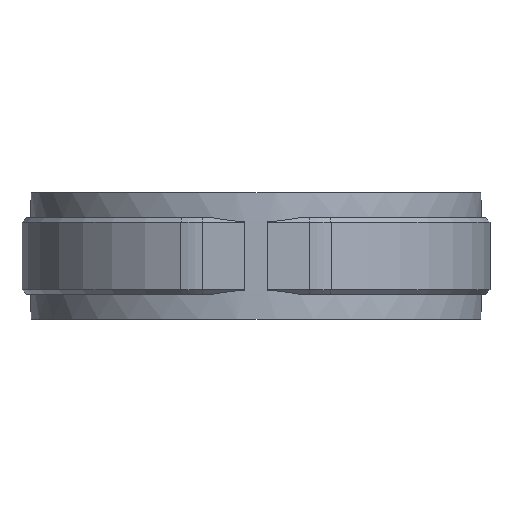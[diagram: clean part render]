
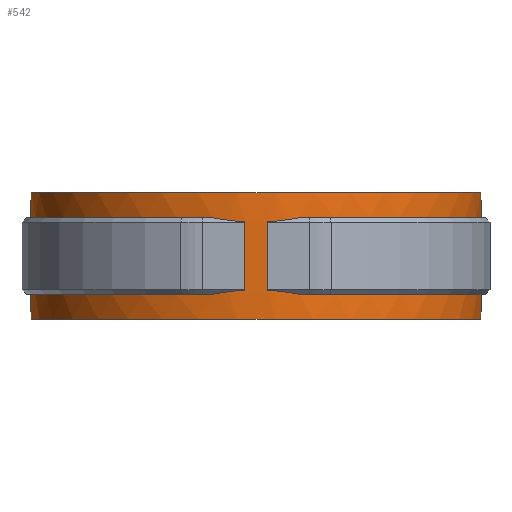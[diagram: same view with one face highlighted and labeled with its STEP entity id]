
A CAD part, front view. The second image highlights one B-rep face of the part: STEP entity #542.
In plain terms, the highlighted cylindrical face has radius 50 mm (diameter 100 mm), a partial arc.
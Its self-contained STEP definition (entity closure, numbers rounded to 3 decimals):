
#542 = ADVANCED_FACE( '', ( #996 ), #997, .T. );
#996 = FACE_OUTER_BOUND( '', #2053, .T. );
#997 = CYLINDRICAL_SURFACE( '', #2054, 50. );
#2053 = EDGE_LOOP( '', ( #4927, #4928, #4929, #4930, #4931, #4932, #4933, #4934, #4935, #4936, #4937, #4938, #4939, #4940, #4941, #4942 ) );
#2054 = AXIS2_PLACEMENT_3D( '', #4943, #4944, #4945 );
#4927 = ORIENTED_EDGE( '', *, *, #7668, .F. );
#4928 = ORIENTED_EDGE( '', *, *, #7592, .T. );
#4929 = ORIENTED_EDGE( '', *, *, #7669, .T. );
#4930 = ORIENTED_EDGE( '', *, *, #7670, .T. );
#4931 = ORIENTED_EDGE( '', *, *, #7671, .T. );
#4932 = ORIENTED_EDGE( '', *, *, #7672, .T. );
#4933 = ORIENTED_EDGE( '', *, *, #7673, .T. );
#4934 = ORIENTED_EDGE( '', *, *, #7674, .F. );
#4935 = ORIENTED_EDGE( '', *, *, #7675, .T. );
#4936 = ORIENTED_EDGE( '', *, *, #7676, .T. );
#4937 = ORIENTED_EDGE( '', *, *, #7677, .T. );
#4938 = ORIENTED_EDGE( '', *, *, #7665, .T. );
#4939 = ORIENTED_EDGE( '', *, *, #7678, .F. );
#4940 = ORIENTED_EDGE( '', *, *, #7679, .F. );
#4941 = ORIENTED_EDGE( '', *, *, #7680, .F. );
#4942 = ORIENTED_EDGE( '', *, *, #7681, .T. );
#4943 = CARTESIAN_POINT( '', ( 0., 0., -14. ) );
#4944 = DIRECTION( '', ( 0., 0., 1. ) );
#4945 = DIRECTION( '', ( -0.141, 0.99, 0. ) );
#7592 = EDGE_CURVE( '', #8768, #8766, #8769, .T. );
#7665 = EDGE_CURVE( '', #8897, #8895, #8898, .T. );
#7668 = EDGE_CURVE( '', #8768, #8902, #8903, .T. );
#7669 = EDGE_CURVE( '', #8766, #8904, #8905, .F. );
#7670 = EDGE_CURVE( '', #8904, #8906, #8907, .F. );
#7671 = EDGE_CURVE( '', #8906, #8908, #8909, .T. );
#7672 = EDGE_CURVE( '', #8908, #8910, #8911, .F. );
#7673 = EDGE_CURVE( '', #8910, #8912, #8913, .F. );
#7674 = EDGE_CURVE( '', #8914, #8912, #8915, .F. );
#7675 = EDGE_CURVE( '', #8914, #8916, #8917, .T. );
#7676 = EDGE_CURVE( '', #8916, #8918, #8919, .F. );
#7677 = EDGE_CURVE( '', #8918, #8897, #8920, .T. );
#7678 = EDGE_CURVE( '', #8921, #8895, #8922, .T. );
#7679 = EDGE_CURVE( '', #8923, #8921, #8924, .F. );
#7680 = EDGE_CURVE( '', #8925, #8923, #8926, .F. );
#7681 = EDGE_CURVE( '', #8925, #8902, #8927, .F. );
#8766 = VERTEX_POINT( '', #12077 );
#8768 = VERTEX_POINT( '', #12080 );
#8769 = ELLIPSE( '', #12081, 70.711, 50. );
#8895 = VERTEX_POINT( '', #12634 );
#8897 = VERTEX_POINT( '', #12637 );
#8898 = ELLIPSE( '', #12638, 70.711, 50. );
#8902 = VERTEX_POINT( '', #12644 );
#8903 = CIRCLE( '', #12645, 50. );
#8904 = VERTEX_POINT( '', #12646 );
#8905 = LINE( '', #12647, #12648 );
#8906 = VERTEX_POINT( '', #12649 );
#8907 = ELLIPSE( '', #12650, 70.711, 50. );
#8908 = VERTEX_POINT( '', #12651 );
#8909 = CIRCLE( '', #12652, 50. );
#8910 = VERTEX_POINT( '', #12653 );
#8911 = LINE( '', #12654, #12655 );
#8912 = VERTEX_POINT( '', #12656 );
#8913 = CIRCLE( '', #12657, 50. );
#8914 = VERTEX_POINT( '', #12658 );
#8915 = LINE( '', #12659, #12660 );
#8916 = VERTEX_POINT( '', #12661 );
#8917 = CIRCLE( '', #12662, 50. );
#8918 = VERTEX_POINT( '', #12663 );
#8919 = ELLIPSE( '', #12664, 70.711, 50. );
#8920 = LINE( '', #12665, #12666 );
#8921 = VERTEX_POINT( '', #12667 );
#8922 = CIRCLE( '', #12668, 50. );
#8923 = VERTEX_POINT( '', #12669 );
#8924 = LINE( '', #12670, #12671 );
#8925 = VERTEX_POINT( '', #12672 );
#8926 = CIRCLE( '', #12673, 50. );
#8927 = LINE( '', #12674, #12675 );
#12077 = CARTESIAN_POINT( '', ( 2.5, -49.937, -7.613 ) );
#12080 = CARTESIAN_POINT( '', ( 9.7, -49.05, -8.5 ) );
#12081 = AXIS2_PLACEMENT_3D( '', #14659, #14660, #14661 );
#12634 = CARTESIAN_POINT( '', ( -9.7, -49.05, -8.5 ) );
#12637 = CARTESIAN_POINT( '', ( -2.5, -49.937, -7.613 ) );
#12638 = AXIS2_PLACEMENT_3D( '', #14729, #14730, #14731 );
#12644 = CARTESIAN_POINT( '', ( 6., 49.639, -8.5 ) );
#12645 = AXIS2_PLACEMENT_3D( '', #14734, #14735, #14736 );
#12646 = CARTESIAN_POINT( '', ( 2.5, -49.937, 7.613 ) );
#12647 = CARTESIAN_POINT( '', ( 2.5, -49.937, -14. ) );
#12648 = VECTOR( '', #14737, 1000. );
#12649 = CARTESIAN_POINT( '', ( 9.7, -49.05, 8.5 ) );
#12650 = AXIS2_PLACEMENT_3D( '', #14738, #14739, #14740 );
#12651 = CARTESIAN_POINT( '', ( 6., 49.639, 8.5 ) );
#12652 = AXIS2_PLACEMENT_3D( '', #14741, #14742, #14743 );
#12653 = CARTESIAN_POINT( '', ( 6., 49.639, 14. ) );
#12654 = CARTESIAN_POINT( '', ( 6., 49.639, -14. ) );
#12655 = VECTOR( '', #14744, 1000. );
#12656 = CARTESIAN_POINT( '', ( -6., 49.639, 14. ) );
#12657 = AXIS2_PLACEMENT_3D( '', #14745, #14746, #14747 );
#12658 = CARTESIAN_POINT( '', ( -6., 49.639, 8.5 ) );
#12659 = CARTESIAN_POINT( '', ( -6., 49.639, -14. ) );
#12660 = VECTOR( '', #14748, 1000. );
#12661 = CARTESIAN_POINT( '', ( -9.7, -49.05, 8.5 ) );
#12662 = AXIS2_PLACEMENT_3D( '', #14749, #14750, #14751 );
#12663 = CARTESIAN_POINT( '', ( -2.5, -49.937, 7.613 ) );
#12664 = AXIS2_PLACEMENT_3D( '', #14752, #14753, #14754 );
#12665 = CARTESIAN_POINT( '', ( -2.5, -49.937, -14. ) );
#12666 = VECTOR( '', #14755, 1000. );
#12667 = CARTESIAN_POINT( '', ( -6., 49.639, -8.5 ) );
#12668 = AXIS2_PLACEMENT_3D( '', #14756, #14757, #14758 );
#12669 = CARTESIAN_POINT( '', ( -6., 49.639, -14. ) );
#12670 = CARTESIAN_POINT( '', ( -6., 49.639, -14. ) );
#12671 = VECTOR( '', #14759, 1000. );
#12672 = CARTESIAN_POINT( '', ( 6., 49.639, -14. ) );
#12673 = AXIS2_PLACEMENT_3D( '', #14760, #14761, #14762 );
#12674 = CARTESIAN_POINT( '', ( 6., 49.639, -14. ) );
#12675 = VECTOR( '', #14763, 1000. );
#14659 = CARTESIAN_POINT( '', ( 0., 0., -57.55 ) );
#14660 = DIRECTION( '', ( 0., -0.707, -0.707 ) );
#14661 = DIRECTION( '', ( 0., 0.707, -0.707 ) );
#14729 = CARTESIAN_POINT( '', ( 0., 0., -57.55 ) );
#14730 = DIRECTION( '', ( 0., -0.707, -0.707 ) );
#14731 = DIRECTION( '', ( 0., 0.707, -0.707 ) );
#14734 = CARTESIAN_POINT( '', ( 0., 0., -8.5 ) );
#14735 = DIRECTION( '', ( 0., 0., 1. ) );
#14736 = DIRECTION( '', ( 1., 0., 0. ) );
#14737 = DIRECTION( '', ( 0., 0., -1. ) );
#14738 = CARTESIAN_POINT( '', ( 0., 0., 57.55 ) );
#14739 = DIRECTION( '', ( 0., 0.707, -0.707 ) );
#14740 = DIRECTION( '', ( 0., -0.707, -0.707 ) );
#14741 = CARTESIAN_POINT( '', ( 0., 0., 8.5 ) );
#14742 = DIRECTION( '', ( 0., 0., 1. ) );
#14743 = DIRECTION( '', ( 1., 0., 0. ) );
#14744 = DIRECTION( '', ( 0., 0., -1. ) );
#14745 = CARTESIAN_POINT( '', ( 0., 0., 14. ) );
#14746 = DIRECTION( '', ( 0., 0., 1. ) );
#14747 = DIRECTION( '', ( 1., 0., 0. ) );
#14748 = DIRECTION( '', ( 0., 0., -1. ) );
#14749 = CARTESIAN_POINT( '', ( 0., 0., 8.5 ) );
#14750 = DIRECTION( '', ( 0., 0., 1. ) );
#14751 = DIRECTION( '', ( 1., 0., 0. ) );
#14752 = CARTESIAN_POINT( '', ( 0., 0., 57.55 ) );
#14753 = DIRECTION( '', ( 0., 0.707, -0.707 ) );
#14754 = DIRECTION( '', ( 0., -0.707, -0.707 ) );
#14755 = DIRECTION( '', ( 0., 0., -1. ) );
#14756 = CARTESIAN_POINT( '', ( 0., 0., -8.5 ) );
#14757 = DIRECTION( '', ( 0., 0., 1. ) );
#14758 = DIRECTION( '', ( 1., 0., 0. ) );
#14759 = DIRECTION( '', ( 0., 0., -1. ) );
#14760 = CARTESIAN_POINT( '', ( 0., 0., -14. ) );
#14761 = DIRECTION( '', ( 0., 0., 1. ) );
#14762 = DIRECTION( '', ( 1., 0., 0. ) );
#14763 = DIRECTION( '', ( 0., 0., -1. ) );
